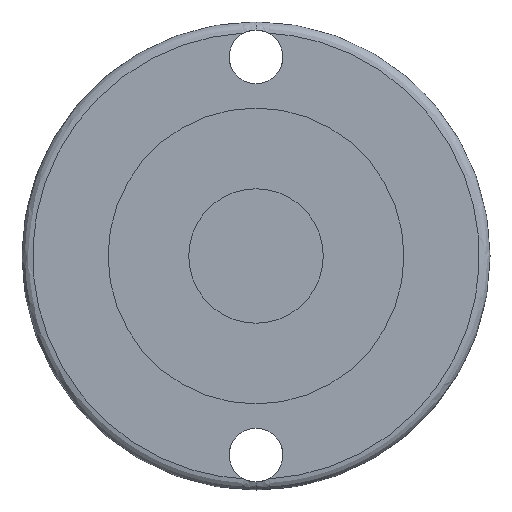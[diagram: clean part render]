
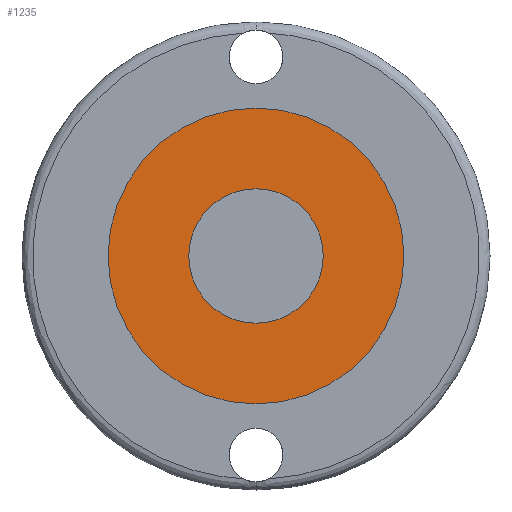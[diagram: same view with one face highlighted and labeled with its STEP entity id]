
A CAD part, front view. The second image highlights one B-rep face of the part: STEP entity #1235.
In plain terms, the highlighted planar face has unit normal (0, -1, 0).
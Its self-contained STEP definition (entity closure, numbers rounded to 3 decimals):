
#41 = EDGE_LOOP ( 'NONE', ( #337, #98 ) ) ;
#93 = ORIENTED_EDGE ( 'NONE', *, *, #356, .T. ) ;
#94 = DIRECTION ( 'NONE',  ( 0., 0., 1. ) ) ;
#95 = DIRECTION ( 'NONE',  ( 0., 1., 0. ) ) ;
#98 = ORIENTED_EDGE ( 'NONE', *, *, #381, .F. ) ;
#188 = EDGE_LOOP ( 'NONE', ( #835, #93 ) ) ;
#203 = VERTEX_POINT ( 'NONE', #441 ) ;
#222 = VERTEX_POINT ( 'NONE', #488 ) ;
#250 = DIRECTION ( 'NONE',  ( 0., 0., -1. ) ) ;
#252 = DIRECTION ( 'NONE',  ( 0., -1., 0. ) ) ;
#254 = CARTESIAN_POINT ( 'NONE',  ( 0., 0.4, 0. ) ) ;
#260 = VERTEX_POINT ( 'NONE', #1589 ) ;
#311 = DIRECTION ( 'NONE',  ( 0., 0., -1. ) ) ;
#313 = DIRECTION ( 'NONE',  ( 0., -1., 0. ) ) ;
#315 = CARTESIAN_POINT ( 'NONE',  ( 0., 0.4, 0. ) ) ;
#321 = DIRECTION ( 'NONE',  ( 0., 0., -1. ) ) ;
#322 = DIRECTION ( 'NONE',  ( 0., -1., 0. ) ) ;
#325 = CARTESIAN_POINT ( 'NONE',  ( 0., 0.4, 0. ) ) ;
#337 = ORIENTED_EDGE ( 'NONE', *, *, #347, .F. ) ;
#343 = AXIS2_PLACEMENT_3D ( 'NONE', #1315, #95, #94 ) ;
#347 = EDGE_CURVE ( 'NONE', #203, #723, #1603, .T. ) ;
#356 = EDGE_CURVE ( 'NONE', #260, #222, #952, .T. ) ;
#381 = EDGE_CURVE ( 'NONE', #723, #203, #1655, .T. ) ;
#393 = EDGE_CURVE ( 'NONE', #222, #260, #979, .T. ) ;
#441 = CARTESIAN_POINT ( 'NONE',  ( 0., 0.4, -12.5 ) ) ;
#488 = CARTESIAN_POINT ( 'NONE',  ( 0., 0.4, -27.5 ) ) ;
#583 = AXIS2_PLACEMENT_3D ( 'NONE', #325, #322, #321 ) ;
#586 = AXIS2_PLACEMENT_3D ( 'NONE', #315, #313, #311 ) ;
#599 = AXIS2_PLACEMENT_3D ( 'NONE', #254, #252, #250 ) ;
#723 = VERTEX_POINT ( 'NONE', #1639 ) ;
#835 = ORIENTED_EDGE ( 'NONE', *, *, #393, .T. ) ;
#952 = CIRCLE ( 'NONE', #586, 27.5 ) ;
#979 = CIRCLE ( 'NONE', #1504, 27.5 ) ;
#1203 = PLANE ( 'NONE',  #343 ) ;
#1235 = ADVANCED_FACE ( 'NONE', ( #1664, #1542 ), #1203, .F. ) ;
#1315 = CARTESIAN_POINT ( 'NONE',  ( 27.5, 0.4, 0. ) ) ;
#1504 = AXIS2_PLACEMENT_3D ( 'NONE', #1605, #1598, #1596 ) ;
#1542 = FACE_BOUND ( 'NONE', #41, .T. ) ;
#1589 = CARTESIAN_POINT ( 'NONE',  ( 0., 0.4, 27.5 ) ) ;
#1596 = DIRECTION ( 'NONE',  ( 0., 0., -1. ) ) ;
#1598 = DIRECTION ( 'NONE',  ( 0., -1., 0. ) ) ;
#1603 = CIRCLE ( 'NONE', #583, 12.5 ) ;
#1605 = CARTESIAN_POINT ( 'NONE',  ( 0., 0.4, 0. ) ) ;
#1639 = CARTESIAN_POINT ( 'NONE',  ( 0., 0.4, 12.5 ) ) ;
#1655 = CIRCLE ( 'NONE', #599, 12.5 ) ;
#1664 = FACE_OUTER_BOUND ( 'NONE', #188, .T. ) ;
